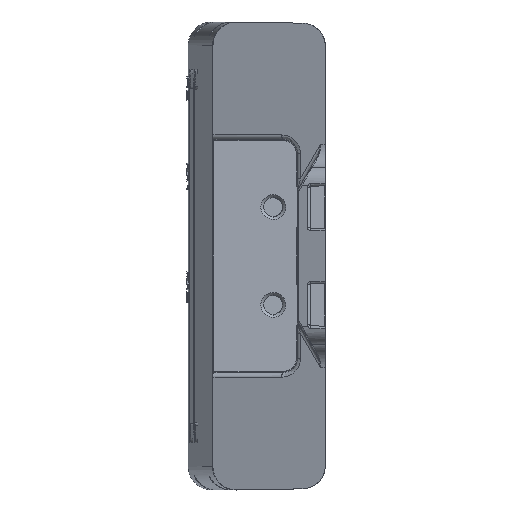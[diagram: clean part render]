
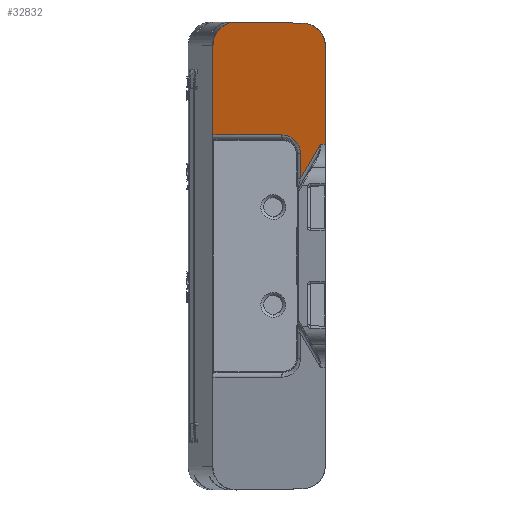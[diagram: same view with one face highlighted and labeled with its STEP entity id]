
A CAD part, left-side view. The second image highlights one B-rep face of the part: STEP entity #32832.
In plain terms, the highlighted planar face has unit normal (-0.94, 0.342, 0).
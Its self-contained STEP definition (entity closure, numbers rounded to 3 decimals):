
#2488 = VERTEX_POINT ( 'NONE', #46198 ) ;
#2784 = VERTEX_POINT ( 'NONE', #46349 ) ;
#4194 = VERTEX_POINT ( 'NONE', #55789 ) ;
#4208 = VERTEX_POINT ( 'NONE', #55799 ) ;
#4270 = VERTEX_POINT ( 'NONE', #55854 ) ;
#4415 = VERTEX_POINT ( 'NONE', #56015 ) ;
#6584 = CARTESIAN_POINT ( 'NONE',  ( -162.491, 4.601, -50.932 ) ) ;
#6591 = PLANE ( 'NONE',  #10811 ) ;
#6593 = DIRECTION ( 'NONE',  ( -0.94, 0.342, 0. ) ) ;
#6594 = DIRECTION ( 'NONE',  ( -0.342, -0.94, 0. ) ) ;
#10811 = AXIS2_PLACEMENT_3D ( 'NONE', #6584, #6593, #6594 ) ;
#15107 = EDGE_CURVE ( 'NONE', #4194, #45122, #45318, .T. ) ;
#15119 = EDGE_CURVE ( 'NONE', #4415, #45043, #45355, .T. ) ;
#15329 = EDGE_CURVE ( 'NONE', #4208, #4194, #22941, .T. ) ;
#15340 = EDGE_CURVE ( 'NONE', #2488, #4415, #40829, .T. ) ;
#15490 = EDGE_CURVE ( 'NONE', #2784, #42057, #22923, .T. ) ;
#15494 = EDGE_CURVE ( 'NONE', #4270, #2784, #22977, .T. ) ;
#15507 = EDGE_CURVE ( 'NONE', #41856, #4270, #22917, .T. ) ;
#15739 = EDGE_CURVE ( 'NONE', #2488, #42057, #44943, .T. ) ;
#15760 = EDGE_CURVE ( 'NONE', #45043, #4208, #20695, .T. ) ;
#17553 = EDGE_CURVE ( 'NONE', #45122, #41856, #20733, .T. ) ;
#20695 =( BOUNDED_CURVE ( )  B_SPLINE_CURVE ( 3, ( #26101, #26104, #26113, #26115 ),
 .UNSPECIFIED., .F., .T. ) 
 B_SPLINE_CURVE_WITH_KNOTS ( ( 4, 4 ),
 ( 1.555, 3.143 ),
 .UNSPECIFIED. ) 
 CURVE ( )  GEOMETRIC_REPRESENTATION_ITEM ( )  RATIONAL_B_SPLINE_CURVE ( ( 1., 0.801, 0.801, 1. ) ) 
 REPRESENTATION_ITEM ( '' )  );
#20733 = B_SPLINE_CURVE_WITH_KNOTS ( 'NONE', 3,
 ( #26557, #26554, #26546, #26558, #26559, #26560, #26561, #26562, #26563, #26564, #26565, #26566, #26567, #26568, #26569, #26570, #26571, #26572, #26573, #26574, #26575, #26576, #26577, #26578, #26579, #26580, #26581, #26582, #26583 ),
 .UNSPECIFIED., .F., .F.,
 ( 4, 1, 1, 1, 2, 2, 1, 2, 2, 2, 1, 2, 2, 1, 1, 2, 2, 4 ),
 ( 0., 0.125, 0.187, 0.219, 0.234, 0.25, 0.312, 0.344, 0.375, 0.5, 0.562, 0.594, 0.625, 0.687, 0.719, 0.734, 0.75, 1. ),
 .UNSPECIFIED. ) ;
#22833 = VECTOR ( 'NONE', #28805, 1000. ) ;
#22875 = VECTOR ( 'NONE', #28790, 1000. ) ;
#22917 = LINE ( 'NONE', #28820, #22833 ) ;
#22920 = VECTOR ( 'NONE', #28429, 1000. ) ;
#22923 = LINE ( 'NONE', #28789, #22875 ) ;
#22941 = LINE ( 'NONE', #28421, #22920 ) ;
#22970 = VECTOR ( 'NONE', #28800, 1000. ) ;
#22977 = LINE ( 'NONE', #28792, #22970 ) ;
#26033 = CARTESIAN_POINT ( 'NONE',  ( -162.491, 4.601, -50.932 ) ) ;
#26035 = DIRECTION ( 'NONE',  ( 0., 0., -1. ) ) ;
#26101 = CARTESIAN_POINT ( 'NONE',  ( -155.591, 23.559, 49.311 ) ) ;
#26104 = CARTESIAN_POINT ( 'NONE',  ( -154.495, 26.568, 49.364 ) ) ;
#26113 = CARTESIAN_POINT ( 'NONE',  ( -153.714, 28.715, 47.283 ) ) ;
#26115 = CARTESIAN_POINT ( 'NONE',  ( -153.714, 28.715, 44.313 ) ) ;
#26546 = CARTESIAN_POINT ( 'NONE',  ( -159.32, 13.313, 25.032 ) ) ;
#26554 = CARTESIAN_POINT ( 'NONE',  ( -159.183, 13.688, 25.067 ) ) ;
#26557 = CARTESIAN_POINT ( 'NONE',  ( -159.091, 13.943, 25.068 ) ) ;
#26558 = CARTESIAN_POINT ( 'NONE',  ( -159.475, 12.888, 24.93 ) ) ;
#26559 = CARTESIAN_POINT ( 'NONE',  ( -159.551, 12.678, 24.863 ) ) ;
#26560 = CARTESIAN_POINT ( 'NONE',  ( -159.584, 12.589, 24.832 ) ) ;
#26561 = CARTESIAN_POINT ( 'NONE',  ( -159.605, 12.529, 24.81 ) ) ;
#26562 = CARTESIAN_POINT ( 'NONE',  ( -159.615, 12.502, 24.799 ) ) ;
#26563 = CARTESIAN_POINT ( 'NONE',  ( -159.672, 12.345, 24.737 ) ) ;
#26564 = CARTESIAN_POINT ( 'NONE',  ( -159.739, 12.161, 24.653 ) ) ;
#26565 = CARTESIAN_POINT ( 'NONE',  ( -159.804, 11.984, 24.556 ) ) ;
#26566 = CARTESIAN_POINT ( 'NONE',  ( -159.846, 11.868, 24.488 ) ) ;
#26567 = CARTESIAN_POINT ( 'NONE',  ( -159.866, 11.812, 24.453 ) ) ;
#26568 = CARTESIAN_POINT ( 'NONE',  ( -159.971, 11.523, 24.265 ) ) ;
#26569 = CARTESIAN_POINT ( 'NONE',  ( -160.049, 11.309, 24.091 ) ) ;
#26570 = CARTESIAN_POINT ( 'NONE',  ( -160.156, 11.017, 23.798 ) ) ;
#26571 = CARTESIAN_POINT ( 'NONE',  ( -160.206, 10.879, 23.645 ) ) ;
#26572 = CARTESIAN_POINT ( 'NONE',  ( -160.252, 10.753, 23.482 ) ) ;
#26573 = CARTESIAN_POINT ( 'NONE',  ( -160.281, 10.672, 23.371 ) ) ;
#26574 = CARTESIAN_POINT ( 'NONE',  ( -160.296, 10.632, 23.313 ) ) ;
#26575 = CARTESIAN_POINT ( 'NONE',  ( -160.336, 10.521, 23.143 ) ) ;
#26576 = CARTESIAN_POINT ( 'NONE',  ( -160.373, 10.419, 22.969 ) ) ;
#26577 = CARTESIAN_POINT ( 'NONE',  ( -160.411, 10.316, 22.757 ) ) ;
#26578 = CARTESIAN_POINT ( 'NONE',  ( -160.426, 10.275, 22.665 ) ) ;
#26579 = CARTESIAN_POINT ( 'NONE',  ( -160.435, 10.249, 22.603 ) ) ;
#26580 = CARTESIAN_POINT ( 'NONE',  ( -160.44, 10.235, 22.569 ) ) ;
#26581 = CARTESIAN_POINT ( 'NONE',  ( -160.513, 10.036, 22.067 ) ) ;
#26582 = CARTESIAN_POINT ( 'NONE',  ( -160.547, 9.943, 21.577 ) ) ;
#26583 = CARTESIAN_POINT ( 'NONE',  ( -160.547, 9.943, 21.068 ) ) ;
#28421 = CARTESIAN_POINT ( 'NONE',  ( -153.714, 28.715, -50.932 ) ) ;
#28429 = DIRECTION ( 'NONE',  ( 0., 0., -1. ) ) ;
#28447 = CARTESIAN_POINT ( 'NONE',  ( -162.491, 4.601, 44.068 ) ) ;
#28448 = CARTESIAN_POINT ( 'NONE',  ( -162.491, 4.601, 46.996 ) ) ;
#28454 = CARTESIAN_POINT ( 'NONE',  ( -161.737, 6.672, 49.068 ) ) ;
#28455 = CARTESIAN_POINT ( 'NONE',  ( -160.671, 9.601, 49.068 ) ) ;
#28789 = CARTESIAN_POINT ( 'NONE',  ( -162.491, 4.601, 23.068 ) ) ;
#28790 = DIRECTION ( 'NONE',  ( -0.342, -0.94, 0. ) ) ;
#28792 = CARTESIAN_POINT ( 'NONE',  ( -160.547, 9.943, 15.615 ) ) ;
#28800 = DIRECTION ( 'NONE',  ( -0.179, -0.492, 0.852 ) ) ;
#28805 = DIRECTION ( 'NONE',  ( 0., 0., -1. ) ) ;
#28820 = CARTESIAN_POINT ( 'NONE',  ( -160.547, 9.943, -50.932 ) ) ;
#29412 = CARTESIAN_POINT ( 'NONE',  ( -160.547, 9.943, 21.068 ) ) ;
#29611 = CARTESIAN_POINT ( 'NONE',  ( -162.491, 4.601, 23.068 ) ) ;
#30129 = CARTESIAN_POINT ( 'NONE',  ( -155.591, 23.559, 49.311 ) ) ;
#30240 = CARTESIAN_POINT ( 'NONE',  ( -159.091, 13.943, 25.068 ) ) ;
#31192 = CARTESIAN_POINT ( 'NONE',  ( -162.491, 4.601, 25.068 ) ) ;
#31196 = DIRECTION ( 'NONE',  ( -0.342, -0.94, 0. ) ) ;
#31214 = CARTESIAN_POINT ( 'NONE',  ( -160.671, 9.601, 49.068 ) ) ;
#31215 = DIRECTION ( 'NONE',  ( 0.342, 0.94, 0.016 ) ) ;
#32832 = ADVANCED_FACE ( 'NONE', ( #54222 ), #6591, .T. ) ;
#39352 = ORIENTED_EDGE ( 'NONE', *, *, #15340, .T. ) ;
#39675 = ORIENTED_EDGE ( 'NONE', *, *, #15119, .T. ) ;
#39694 = ORIENTED_EDGE ( 'NONE', *, *, #15490, .T. ) ;
#39704 = ORIENTED_EDGE ( 'NONE', *, *, #15760, .T. ) ;
#39788 = ORIENTED_EDGE ( 'NONE', *, *, #15739, .F. ) ;
#39812 = ORIENTED_EDGE ( 'NONE', *, *, #17553, .T. ) ;
#39952 = ORIENTED_EDGE ( 'NONE', *, *, #15507, .T. ) ;
#40051 = ORIENTED_EDGE ( 'NONE', *, *, #15494, .T. ) ;
#40068 = ORIENTED_EDGE ( 'NONE', *, *, #15329, .T. ) ;
#40078 = ORIENTED_EDGE ( 'NONE', *, *, #15107, .T. ) ;
#40829 =( BOUNDED_CURVE ( )  B_SPLINE_CURVE ( 3, ( #28447, #28448, #28454, #28455 ),
 .UNSPECIFIED., .F., .T. ) 
 B_SPLINE_CURVE_WITH_KNOTS ( ( 4, 4 ),
 ( 0., 1.571 ),
 .UNSPECIFIED. ) 
 CURVE ( )  GEOMETRIC_REPRESENTATION_ITEM ( )  RATIONAL_B_SPLINE_CURVE ( ( 1., 0.805, 0.805, 1. ) ) 
 REPRESENTATION_ITEM ( '' )  );
#41856 = VERTEX_POINT ( 'NONE', #29412 ) ;
#42057 = VERTEX_POINT ( 'NONE', #29611 ) ;
#44617 = EDGE_LOOP ( 'NONE', ( #39675, #39704, #40068, #40078, #39812, #39952, #40051, #39694, #39788, #39352 ) ) ;
#44943 = LINE ( 'NONE', #26033, #44988 ) ;
#44988 = VECTOR ( 'NONE', #26035, 1000. ) ;
#45043 = VERTEX_POINT ( 'NONE', #30129 ) ;
#45122 = VERTEX_POINT ( 'NONE', #30240 ) ;
#45166 = VECTOR ( 'NONE', #31196, 1000. ) ;
#45318 = LINE ( 'NONE', #31192, #45166 ) ;
#45332 = VECTOR ( 'NONE', #31215, 1000. ) ;
#45355 = LINE ( 'NONE', #31214, #45332 ) ;
#46198 = CARTESIAN_POINT ( 'NONE',  ( -162.491, 4.601, 44.068 ) ) ;
#46349 = CARTESIAN_POINT ( 'NONE',  ( -162.113, 5.64, 23.068 ) ) ;
#54222 = FACE_OUTER_BOUND ( 'NONE', #44617, .T. ) ;
#55789 = CARTESIAN_POINT ( 'NONE',  ( -153.714, 28.715, 25.068 ) ) ;
#55799 = CARTESIAN_POINT ( 'NONE',  ( -153.714, 28.715, 44.313 ) ) ;
#55854 = CARTESIAN_POINT ( 'NONE',  ( -160.547, 9.943, 15.615 ) ) ;
#56015 = CARTESIAN_POINT ( 'NONE',  ( -160.671, 9.601, 49.068 ) ) ;
